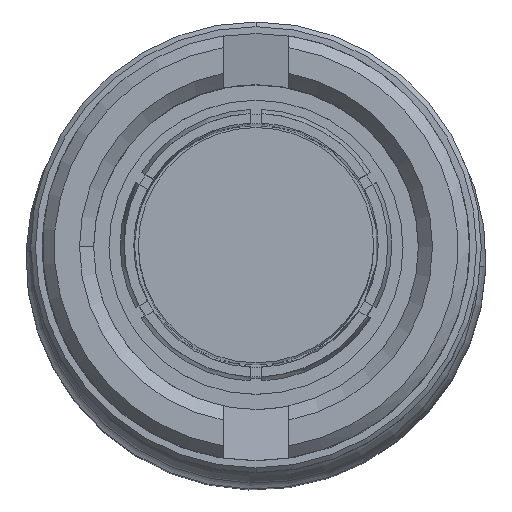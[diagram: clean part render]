
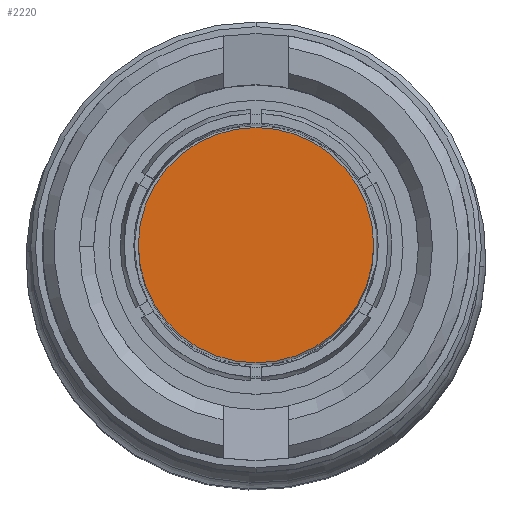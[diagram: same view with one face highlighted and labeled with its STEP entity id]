
A CAD part, top view. The second image highlights one B-rep face of the part: STEP entity #2220.
In plain terms, the highlighted face is planar.
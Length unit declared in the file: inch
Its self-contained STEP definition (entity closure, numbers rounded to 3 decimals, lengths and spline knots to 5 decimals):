
#212 = CARTESIAN_POINT ( 'NONE',  ( -1.49016, -0.19685, 0. ) ) ;
#841 = CARTESIAN_POINT ( 'NONE',  ( -1.49016, 0., 0.19685 ) ) ;
#2220 = ADVANCED_FACE ( 'NONE', ( #18805 ), #12685, .T. ) ;
#2381 = DIRECTION ( 'NONE',  ( 0., 0., 1. ) ) ;
#2791 = DIRECTION ( 'NONE',  ( 0., 0., 1. ) ) ;
#3595 = EDGE_CURVE ( 'NONE', #9712, #5151, #19304, .T. ) ;
#3880 = CARTESIAN_POINT ( 'NONE',  ( -1.49016, 0., 0. ) ) ;
#4711 = EDGE_CURVE ( 'NONE', #13145, #9712, #6617, .T. ) ;
#4888 = DIRECTION ( 'NONE',  ( 0., 0., 1. ) ) ;
#4912 = CIRCLE ( 'NONE', #10910, 0.19685 ) ;
#5151 = VERTEX_POINT ( 'NONE', #841 ) ;
#6502 = DIRECTION ( 'NONE',  ( 1., 0., 0. ) ) ;
#6552 = ORIENTED_EDGE ( 'NONE', *, *, #4711, .F. ) ;
#6617 = CIRCLE ( 'NONE', #17652, 0.19685 ) ;
#6943 = EDGE_LOOP ( 'NONE', ( #6552, #8021, #8665 ) ) ;
#8021 = ORIENTED_EDGE ( 'NONE', *, *, #18602, .F. ) ;
#8665 = ORIENTED_EDGE ( 'NONE', *, *, #3595, .F. ) ;
#9712 = VERTEX_POINT ( 'NONE', #12751 ) ;
#10809 = AXIS2_PLACEMENT_3D ( 'NONE', #3880, #13297, #2791 ) ;
#10910 = AXIS2_PLACEMENT_3D ( 'NONE', #14739, #11688, #2381 ) ;
#10945 = DIRECTION ( 'NONE',  ( 0., 0., 1. ) ) ;
#11688 = DIRECTION ( 'NONE',  ( 1., 0., 0. ) ) ;
#12685 = PLANE ( 'NONE',  #12803 ) ;
#12751 = CARTESIAN_POINT ( 'NONE',  ( -1.49016, 0.19685, 0. ) ) ;
#12803 = AXIS2_PLACEMENT_3D ( 'NONE', #18416, #14071, #4888 ) ;
#13145 = VERTEX_POINT ( 'NONE', #212 ) ;
#13297 = DIRECTION ( 'NONE',  ( 1., 0., 0. ) ) ;
#14071 = DIRECTION ( 'NONE',  ( -1., 0., 0. ) ) ;
#14204 = CARTESIAN_POINT ( 'NONE',  ( -1.49016, 0., 0. ) ) ;
#14739 = CARTESIAN_POINT ( 'NONE',  ( -1.49016, 0., 0. ) ) ;
#17652 = AXIS2_PLACEMENT_3D ( 'NONE', #14204, #6502, #10945 ) ;
#18416 = CARTESIAN_POINT ( 'NONE',  ( -1.49016, 0., 0. ) ) ;
#18602 = EDGE_CURVE ( 'NONE', #5151, #13145, #4912, .T. ) ;
#18805 = FACE_OUTER_BOUND ( 'NONE', #6943, .T. ) ;
#19304 = CIRCLE ( 'NONE', #10809, 0.19685 ) ;
